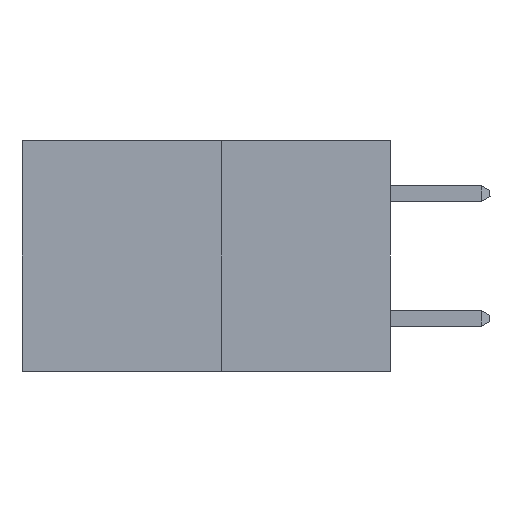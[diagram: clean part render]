
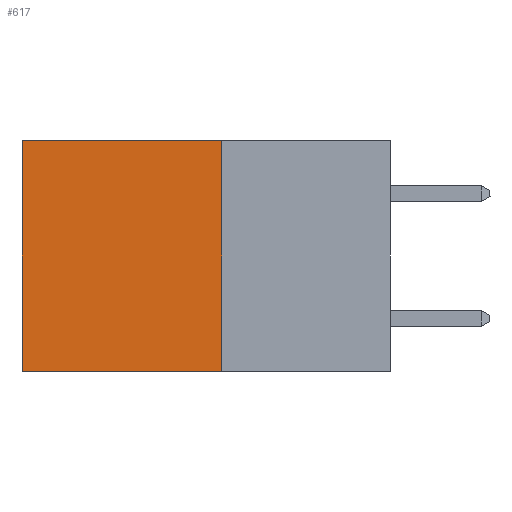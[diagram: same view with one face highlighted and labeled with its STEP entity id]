
A CAD part, left-side view. The second image highlights one B-rep face of the part: STEP entity #617.
In plain terms, the highlighted planar face has unit normal (-1, 0, 0).
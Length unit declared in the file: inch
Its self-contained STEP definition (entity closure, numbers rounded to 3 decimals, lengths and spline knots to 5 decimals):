
#228 = CARTESIAN_POINT ( 'NONE',  ( 0.277, 0.27, -0.37 ) ) ;
#617 = ADVANCED_FACE ( 'NONE', ( #8900 ), #11980, .F. ) ;
#1010 = EDGE_CURVE ( 'NONE', #12903, #13360, #1929, .T. ) ;
#1074 = CARTESIAN_POINT ( 'NONE',  ( 0.277, 0.27, -0.37 ) ) ;
#1600 = VECTOR ( 'NONE', #6090, 39.37008 ) ;
#1773 = CARTESIAN_POINT ( 'NONE',  ( 0.277, 0.27, 0. ) ) ;
#1929 = LINE ( 'NONE', #1773, #1600 ) ;
#2184 = DIRECTION ( 'NONE',  ( 0., 0., -1. ) ) ;
#2494 = EDGE_CURVE ( 'NONE', #13360, #13145, #9820, .T. ) ;
#2657 = CARTESIAN_POINT ( 'NONE',  ( 0.277, 0.59, -0.37 ) ) ;
#3705 = CARTESIAN_POINT ( 'NONE',  ( 0.277, 0.27, -0.37 ) ) ;
#4661 = CARTESIAN_POINT ( 'NONE',  ( 0.277, 0.59, 0. ) ) ;
#5331 = EDGE_LOOP ( 'NONE', ( #8195, #5773, #11291, #11609 ) ) ;
#5773 = ORIENTED_EDGE ( 'NONE', *, *, #8912, .F. ) ;
#6090 = DIRECTION ( 'NONE',  ( 0., 1., 0. ) ) ;
#7022 = LINE ( 'NONE', #1074, #12167 ) ;
#7061 = CARTESIAN_POINT ( 'NONE',  ( 0.277, 0.27, -0.37 ) ) ;
#7085 = LINE ( 'NONE', #7061, #9465 ) ;
#8068 = DIRECTION ( 'NONE',  ( 0., 1., 0. ) ) ;
#8108 = VERTEX_POINT ( 'NONE', #228 ) ;
#8195 = ORIENTED_EDGE ( 'NONE', *, *, #2494, .T. ) ;
#8383 = DIRECTION ( 'NONE',  ( 1., 0., 0. ) ) ;
#8525 = CARTESIAN_POINT ( 'NONE',  ( 0.277, 0.59, -0.37 ) ) ;
#8549 = AXIS2_PLACEMENT_3D ( 'NONE', #3705, #8383, #12843 ) ;
#8900 = FACE_OUTER_BOUND ( 'NONE', #5331, .T. ) ;
#8912 = EDGE_CURVE ( 'NONE', #8108, #13145, #7085, .T. ) ;
#9465 = VECTOR ( 'NONE', #8068, 39.37008 ) ;
#9498 = VECTOR ( 'NONE', #12072, 39.37008 ) ;
#9820 = LINE ( 'NONE', #2657, #9498 ) ;
#11143 = EDGE_CURVE ( 'NONE', #12903, #8108, #7022, .T. ) ;
#11291 = ORIENTED_EDGE ( 'NONE', *, *, #11143, .F. ) ;
#11609 = ORIENTED_EDGE ( 'NONE', *, *, #1010, .T. ) ;
#11980 = PLANE ( 'NONE',  #8549 ) ;
#12072 = DIRECTION ( 'NONE',  ( 0., 0., -1. ) ) ;
#12167 = VECTOR ( 'NONE', #2184, 39.37008 ) ;
#12289 = CARTESIAN_POINT ( 'NONE',  ( 0.277, 0.27, 0. ) ) ;
#12843 = DIRECTION ( 'NONE',  ( 0., 0., -1. ) ) ;
#12903 = VERTEX_POINT ( 'NONE', #12289 ) ;
#13145 = VERTEX_POINT ( 'NONE', #8525 ) ;
#13360 = VERTEX_POINT ( 'NONE', #4661 ) ;
